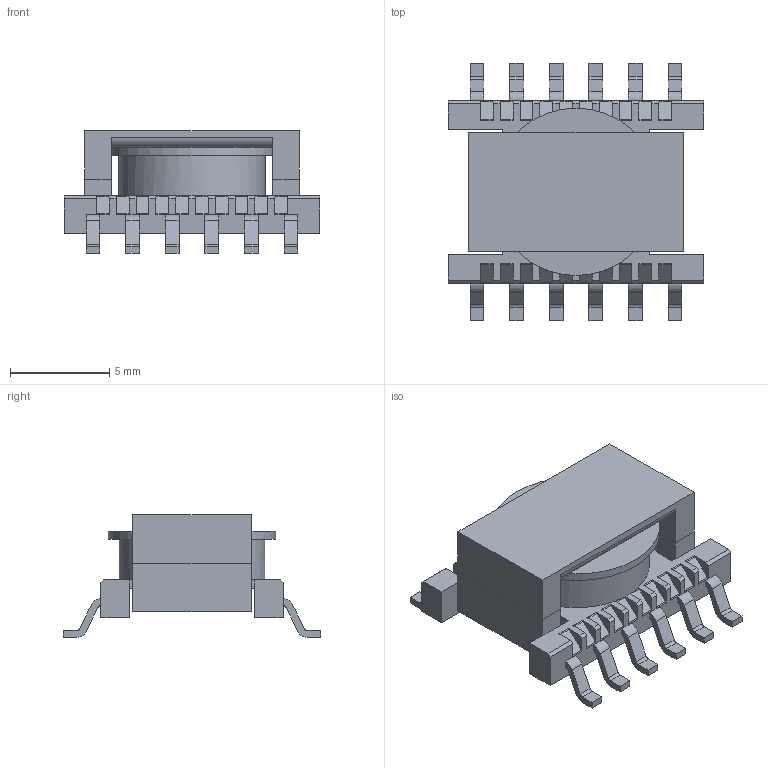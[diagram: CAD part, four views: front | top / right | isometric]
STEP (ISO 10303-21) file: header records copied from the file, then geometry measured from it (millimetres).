
FILE_DESCRIPTION(('STEP AP214'),'1');
FILE_NAME('45822.stp','2014-10-28T19:03:09',('TraceParts'),('TraceParts S.A.'),'XStep 1.0',' ',' ');
FILE_SCHEMA(('automotive_design'));
Length unit declared in the file: millimetre
Products named in the file (3): Assem1|Gehäuse;Gehäuse; Assem1|ER 11_5;ER 11_5
Bounding box: 12.9 x 13 x 6.2 mm (x, y, z)
Volume: 362.4 mm3; surface area: 903.9 mm2
Topology: 3 solids, 3 shells, 331 faces, 922 edges, 612 vertices
Faces by surface type: plane 217, cylinder 114
Entity records: 11894 total; most frequent: CARTESIAN_POINT 1868, ORIENTED_EDGE 1844, DIRECTION 1826, EDGE_CURVE 922, LINE 686, VECTOR 686, VERTEX_POINT 612, AXIS2_PLACEMENT_3D 570
